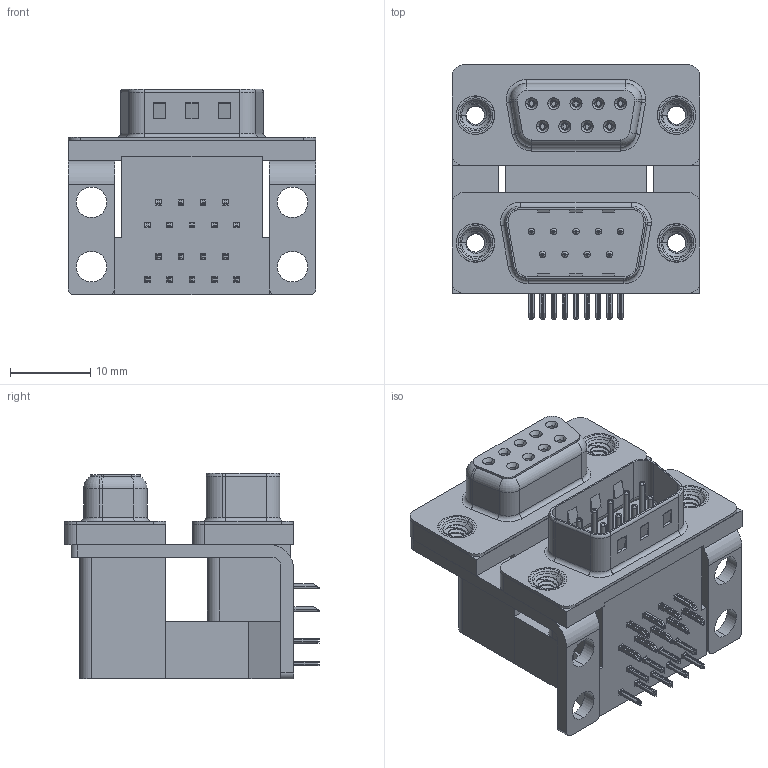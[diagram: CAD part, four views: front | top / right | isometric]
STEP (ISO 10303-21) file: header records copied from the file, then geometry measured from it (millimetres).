
FILE_DESCRIPTION (( 'STEP AP203' ), '1' );
FILE_NAME ('664-009-364-002.STEP', '2022-06-20T13:24:40', ( '' ), ( '' ), 'SwSTEP 2.0', 'SolidWorks 2020', '' );
FILE_SCHEMA (( 'CONFIG_CONTROL_DESIGN' ));
Length unit declared in the file: millimetre
Products named in the file (12): 664 Contact Bottom Lower; 664 Contact Top Lower; 664-009-364-002; 664 Shell Receptacle_09 Contacts; 664 Contact Top Upper_L; 664 Threaded Rivet_4-40; 664 Mounting Bracket_NoneL; 664 Housing Upper_09 Contacts L; 664 Contact Bottom Upper_L; 664 Housing Lower_09 Contacts; 664 Shell Plug_09 Contacts; 664 Housing Spacer_09 Contacts L
Assembly tree (29 placements, depth 2):
  664-009-364-002
    664 Housing Lower_09 Contacts
    664 Housing Spacer_09 Contacts L
    664 Housing Upper_09 Contacts L
    664 Shell Plug_09 Contacts
    664 Shell Receptacle_09 Contacts
    664 Contact Bottom Lower  x4
    664 Contact Top Lower  x5
    664 Contact Bottom Upper_L  x4
    664 Contact Top Upper_L  x5
    664 Mounting Bracket_NoneL  x2
    664 Threaded Rivet_4-40  x4
Bounding box: 30.81 x 31.61 x 25.6 mm (x, y, z)
Volume: 10303.8 mm3; surface area: 12083.3 mm2
Topology: 29 solids, 29 shells, 2529 faces, 6475 edges, 4053 vertices
Faces by surface type: plane 1263, cylinder 695, bspline 320, cone 128, torus 123
Entity records: 37104 total; most frequent: CARTESIAN_POINT 10774, ORIENTED_EDGE 5198, DIRECTION 4893, EDGE_CURVE 2599, VECTOR 1677, LINE 1677, VERTEX_POINT 1650, AXIS2_PLACEMENT_3D 1608
